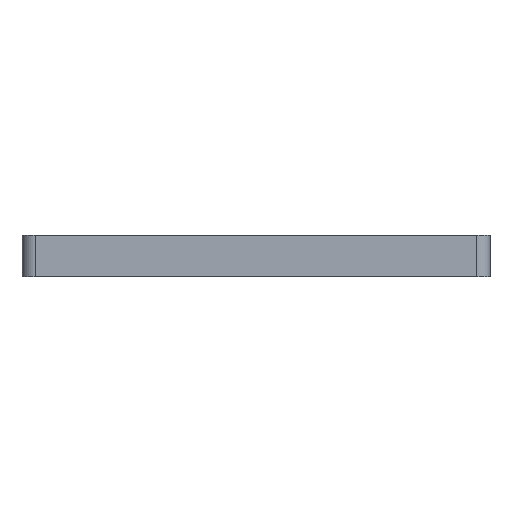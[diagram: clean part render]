
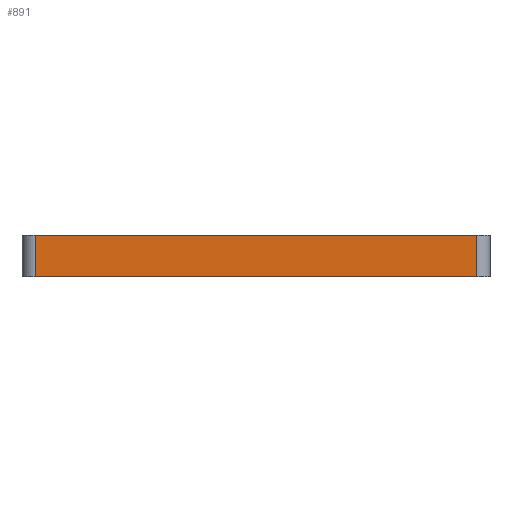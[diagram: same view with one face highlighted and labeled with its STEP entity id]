
A CAD part, left-side view. The second image highlights one B-rep face of the part: STEP entity #891.
In plain terms, the highlighted planar face has unit normal (-1, 0, 0).
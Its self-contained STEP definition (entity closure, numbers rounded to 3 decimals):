
#44 = PLANE('',#45);
#45 = AXIS2_PLACEMENT_3D('',#46,#47,#48);
#46 = CARTESIAN_POINT('',(0.,0.,0.));
#47 = DIRECTION('',(-0.,-0.,-1.));
#48 = DIRECTION('',(-1.,0.,0.));
#72 = CYLINDRICAL_SURFACE('',#73,2.);
#73 = AXIS2_PLACEMENT_3D('',#74,#75,#76);
#74 = CARTESIAN_POINT('',(-33.55,33.55,0.));
#75 = DIRECTION('',(0.,0.,1.));
#76 = DIRECTION('',(-0.,1.,0.));
#100 = PLANE('',#101);
#101 = AXIS2_PLACEMENT_3D('',#102,#103,#104);
#102 = CARTESIAN_POINT('',(0.,0.,6.35));
#103 = DIRECTION('',(-0.,-0.,-1.));
#104 = DIRECTION('',(-1.,0.,0.));
#252 = VERTEX_POINT('',#253);
#253 = CARTESIAN_POINT('',(-35.55,-33.55,0.));
#272 = CYLINDRICAL_SURFACE('',#273,2.);
#273 = AXIS2_PLACEMENT_3D('',#274,#275,#276);
#274 = CARTESIAN_POINT('',(-33.55,-33.55,0.));
#275 = DIRECTION('',(0.,0.,1.));
#276 = DIRECTION('',(-1.,0.,0.));
#284 = EDGE_CURVE('',#252,#285,#287,.T.);
#285 = VERTEX_POINT('',#286);
#286 = CARTESIAN_POINT('',(-35.55,33.55,0.));
#287 = SURFACE_CURVE('',#288,(#292,#299),.PCURVE_S1.);
#288 = LINE('',#289,#290);
#289 = CARTESIAN_POINT('',(-35.55,-35.55,0.));
#290 = VECTOR('',#291,1.);
#291 = DIRECTION('',(0.,1.,0.));
#292 = PCURVE('',#44,#293);
#293 = DEFINITIONAL_REPRESENTATION('',(#294),#298);
#294 = LINE('',#295,#296);
#295 = CARTESIAN_POINT('',(35.55,-35.55));
#296 = VECTOR('',#297,1.);
#297 = DIRECTION('',(0.,1.));
#298 = ( GEOMETRIC_REPRESENTATION_CONTEXT(2) 
PARAMETRIC_REPRESENTATION_CONTEXT() REPRESENTATION_CONTEXT('2D SPACE',''
  ) );
#299 = PCURVE('',#300,#305);
#300 = PLANE('',#301);
#301 = AXIS2_PLACEMENT_3D('',#302,#303,#304);
#302 = CARTESIAN_POINT('',(-35.55,-35.55,0.));
#303 = DIRECTION('',(-1.,0.,0.));
#304 = DIRECTION('',(0.,1.,0.));
#305 = DEFINITIONAL_REPRESENTATION('',(#306),#310);
#306 = LINE('',#307,#308);
#307 = CARTESIAN_POINT('',(0.,0.));
#308 = VECTOR('',#309,1.);
#309 = DIRECTION('',(1.,0.));
#310 = ( GEOMETRIC_REPRESENTATION_CONTEXT(2) 
PARAMETRIC_REPRESENTATION_CONTEXT() REPRESENTATION_CONTEXT('2D SPACE',''
  ) );
#517 = EDGE_CURVE('',#285,#518,#520,.T.);
#518 = VERTEX_POINT('',#519);
#519 = CARTESIAN_POINT('',(-35.55,33.55,6.35));
#520 = SURFACE_CURVE('',#521,(#525,#532),.PCURVE_S1.);
#521 = LINE('',#522,#523);
#522 = CARTESIAN_POINT('',(-35.55,33.55,0.));
#523 = VECTOR('',#524,1.);
#524 = DIRECTION('',(0.,0.,1.));
#525 = PCURVE('',#72,#526);
#526 = DEFINITIONAL_REPRESENTATION('',(#527),#531);
#527 = LINE('',#528,#529);
#528 = CARTESIAN_POINT('',(1.571,0.));
#529 = VECTOR('',#530,1.);
#530 = DIRECTION('',(0.,1.));
#531 = ( GEOMETRIC_REPRESENTATION_CONTEXT(2) 
PARAMETRIC_REPRESENTATION_CONTEXT() REPRESENTATION_CONTEXT('2D SPACE',''
  ) );
#532 = PCURVE('',#300,#533);
#533 = DEFINITIONAL_REPRESENTATION('',(#534),#538);
#534 = LINE('',#535,#536);
#535 = CARTESIAN_POINT('',(69.1,0.));
#536 = VECTOR('',#537,1.);
#537 = DIRECTION('',(0.,-1.));
#538 = ( GEOMETRIC_REPRESENTATION_CONTEXT(2) 
PARAMETRIC_REPRESENTATION_CONTEXT() REPRESENTATION_CONTEXT('2D SPACE',''
  ) );
#693 = VERTEX_POINT('',#694);
#694 = CARTESIAN_POINT('',(-35.55,-33.55,6.35));
#720 = EDGE_CURVE('',#693,#518,#721,.T.);
#721 = SURFACE_CURVE('',#722,(#726,#733),.PCURVE_S1.);
#722 = LINE('',#723,#724);
#723 = CARTESIAN_POINT('',(-35.55,-35.55,6.35));
#724 = VECTOR('',#725,1.);
#725 = DIRECTION('',(0.,1.,0.));
#726 = PCURVE('',#100,#727);
#727 = DEFINITIONAL_REPRESENTATION('',(#728),#732);
#728 = LINE('',#729,#730);
#729 = CARTESIAN_POINT('',(35.55,-35.55));
#730 = VECTOR('',#731,1.);
#731 = DIRECTION('',(0.,1.));
#732 = ( GEOMETRIC_REPRESENTATION_CONTEXT(2) 
PARAMETRIC_REPRESENTATION_CONTEXT() REPRESENTATION_CONTEXT('2D SPACE',''
  ) );
#733 = PCURVE('',#300,#734);
#734 = DEFINITIONAL_REPRESENTATION('',(#735),#739);
#735 = LINE('',#736,#737);
#736 = CARTESIAN_POINT('',(0.,-6.35));
#737 = VECTOR('',#738,1.);
#738 = DIRECTION('',(1.,0.));
#739 = ( GEOMETRIC_REPRESENTATION_CONTEXT(2) 
PARAMETRIC_REPRESENTATION_CONTEXT() REPRESENTATION_CONTEXT('2D SPACE',''
  ) );
#891 = ADVANCED_FACE('',(#892),#300,.T.);
#892 = FACE_BOUND('',#893,.T.);
#893 = EDGE_LOOP('',(#894,#895,#916,#917));
#894 = ORIENTED_EDGE('',*,*,#284,.F.);
#895 = ORIENTED_EDGE('',*,*,#896,.T.);
#896 = EDGE_CURVE('',#252,#693,#897,.T.);
#897 = SURFACE_CURVE('',#898,(#902,#909),.PCURVE_S1.);
#898 = LINE('',#899,#900);
#899 = CARTESIAN_POINT('',(-35.55,-33.55,0.));
#900 = VECTOR('',#901,1.);
#901 = DIRECTION('',(0.,0.,1.));
#902 = PCURVE('',#300,#903);
#903 = DEFINITIONAL_REPRESENTATION('',(#904),#908);
#904 = LINE('',#905,#906);
#905 = CARTESIAN_POINT('',(2.,0.));
#906 = VECTOR('',#907,1.);
#907 = DIRECTION('',(0.,-1.));
#908 = ( GEOMETRIC_REPRESENTATION_CONTEXT(2) 
PARAMETRIC_REPRESENTATION_CONTEXT() REPRESENTATION_CONTEXT('2D SPACE',''
  ) );
#909 = PCURVE('',#272,#910);
#910 = DEFINITIONAL_REPRESENTATION('',(#911),#915);
#911 = LINE('',#912,#913);
#912 = CARTESIAN_POINT('',(0.,0.));
#913 = VECTOR('',#914,1.);
#914 = DIRECTION('',(0.,1.));
#915 = ( GEOMETRIC_REPRESENTATION_CONTEXT(2) 
PARAMETRIC_REPRESENTATION_CONTEXT() REPRESENTATION_CONTEXT('2D SPACE',''
  ) );
#916 = ORIENTED_EDGE('',*,*,#720,.T.);
#917 = ORIENTED_EDGE('',*,*,#517,.F.);
